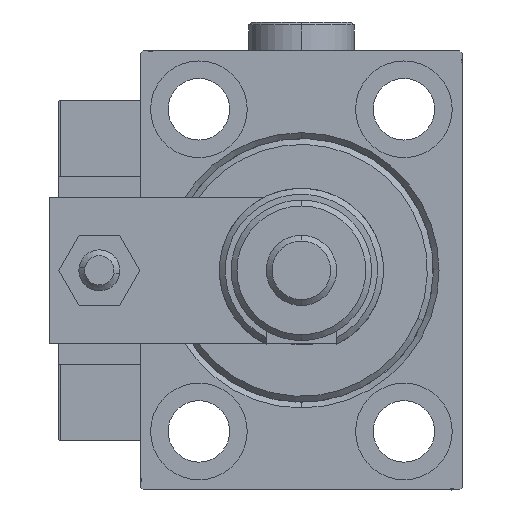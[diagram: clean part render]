
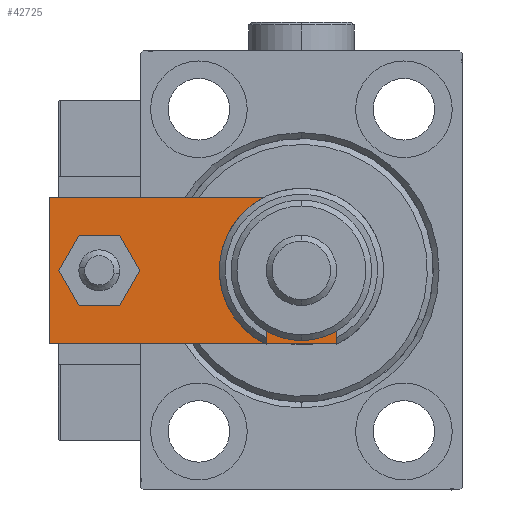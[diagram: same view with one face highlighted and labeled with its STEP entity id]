
A CAD part, left-side view. The second image highlights one B-rep face of the part: STEP entity #42725.
In plain terms, the highlighted face is planar.
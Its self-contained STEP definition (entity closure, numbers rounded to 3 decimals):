
#363 = ORIENTED_EDGE ( 'NONE', *, *, #43325, .F. ) ;
#379 = CARTESIAN_POINT ( 'NONE',  ( -6.84, 0., 6. ) ) ;
#545 = AXIS2_PLACEMENT_3D ( 'NONE', #35366, #18871, #26532 ) ;
#588 = EDGE_CURVE ( 'NONE', #2264, #17306, #39989, .T. ) ;
#1151 = EDGE_CURVE ( 'NONE', #40950, #2264, #28627, .T. ) ;
#2264 = VERTEX_POINT ( 'NONE', #44275 ) ;
#2282 = CIRCLE ( 'NONE', #545, 4. ) ;
#2353 = CARTESIAN_POINT ( 'NONE',  ( 3.42, -3.42, 6. ) ) ;
#2671 = VERTEX_POINT ( 'NONE', #28504 ) ;
#3779 = DIRECTION ( 'NONE',  ( 0., 0., 1. ) ) ;
#6308 = EDGE_CURVE ( 'NONE', #8055, #48298, #2282, .T. ) ;
#6515 = DIRECTION ( 'NONE',  ( 0., 0., 1. ) ) ;
#6581 = VERTEX_POINT ( 'NONE', #38599 ) ;
#6693 = DIRECTION ( 'NONE',  ( 0., -1., 0. ) ) ;
#6968 = LINE ( 'NONE', #53954, #36538 ) ;
#7308 = CARTESIAN_POINT ( 'NONE',  ( 0., 12., 6. ) ) ;
#8055 = VERTEX_POINT ( 'NONE', #42212 ) ;
#8593 = DIRECTION ( 'NONE',  ( 0., 0., 1. ) ) ;
#9519 = DIRECTION ( 'NONE',  ( -1., 0., 0. ) ) ;
#10399 = VERTEX_POINT ( 'NONE', #35604 ) ;
#11479 = FACE_OUTER_BOUND ( 'NONE', #34610, .T. ) ;
#12012 = DIRECTION ( 'NONE',  ( 1., 0., 0. ) ) ;
#12146 = LINE ( 'NONE', #42365, #41318 ) ;
#12160 = CIRCLE ( 'NONE', #46382, 4. ) ;
#13065 = AXIS2_PLACEMENT_3D ( 'NONE', #7308, #20193, #48797 ) ;
#13227 = DIRECTION ( 'NONE',  ( 0., 1., 0. ) ) ;
#15252 = VERTEX_POINT ( 'NONE', #48106 ) ;
#15323 = VECTOR ( 'NONE', #9519, 1000. ) ;
#16281 = CARTESIAN_POINT ( 'NONE',  ( -3.42, -3.42, 6. ) ) ;
#16821 = CARTESIAN_POINT ( 'NONE',  ( 0., 12., 6. ) ) ;
#17306 = VERTEX_POINT ( 'NONE', #52599 ) ;
#17506 = EDGE_CURVE ( 'NONE', #15252, #40950, #44890, .T. ) ;
#17864 = VECTOR ( 'NONE', #53944, 1000. ) ;
#18177 = ORIENTED_EDGE ( 'NONE', *, *, #44784, .F. ) ;
#18868 = DIRECTION ( 'NONE',  ( 1., 0., 0. ) ) ;
#18871 = DIRECTION ( 'NONE',  ( 0., 0., 1. ) ) ;
#19101 = DIRECTION ( 'NONE',  ( 0.707, 0.707, 0. ) ) ;
#19187 = CIRCLE ( 'NONE', #13065, 8.25 ) ;
#19744 = ORIENTED_EDGE ( 'NONE', *, *, #588, .T. ) ;
#20193 = DIRECTION ( 'NONE',  ( 0., 0., 1. ) ) ;
#21463 = DIRECTION ( 'NONE',  ( 1., 0., 0. ) ) ;
#23824 = FACE_BOUND ( 'NONE', #51058, .T. ) ;
#24328 = ORIENTED_EDGE ( 'NONE', *, *, #31034, .T. ) ;
#24361 = PLANE ( 'NONE',  #53424 ) ;
#26532 = DIRECTION ( 'NONE',  ( 1., 0., 0. ) ) ;
#27054 = ORIENTED_EDGE ( 'NONE', *, *, #46785, .F. ) ;
#27873 = CIRCLE ( 'NONE', #30615, 8.25 ) ;
#28504 = CARTESIAN_POINT ( 'NONE',  ( 12.5, 55., 6. ) ) ;
#28627 = LINE ( 'NONE', #37171, #17864 ) ;
#30615 = AXIS2_PLACEMENT_3D ( 'NONE', #16821, #8593, #21463 ) ;
#31034 = EDGE_CURVE ( 'NONE', #46384, #15252, #6968, .T. ) ;
#33261 = ORIENTED_EDGE ( 'NONE', *, *, #17506, .T. ) ;
#33981 = LINE ( 'NONE', #38902, #15323 ) ;
#34382 = EDGE_CURVE ( 'NONE', #2671, #46384, #33981, .T. ) ;
#34610 = EDGE_LOOP ( 'NONE', ( #24328, #33261, #40305, #19744, #48416, #43679 ) ) ;
#35366 = CARTESIAN_POINT ( 'NONE',  ( 0., 46.5, 6. ) ) ;
#35604 = CARTESIAN_POINT ( 'NONE',  ( -8.25, 12., 6. ) ) ;
#36538 = VECTOR ( 'NONE', #6693, 1000. ) ;
#37008 = VECTOR ( 'NONE', #53408, 1000. ) ;
#37171 = CARTESIAN_POINT ( 'NONE',  ( -12.5, 0., 6. ) ) ;
#38599 = CARTESIAN_POINT ( 'NONE',  ( 8.25, 12., 6. ) ) ;
#38902 = CARTESIAN_POINT ( 'NONE',  ( 12.5, 55., 6. ) ) ;
#39989 = LINE ( 'NONE', #2353, #48737 ) ;
#40305 = ORIENTED_EDGE ( 'NONE', *, *, #1151, .T. ) ;
#40608 = CARTESIAN_POINT ( 'NONE',  ( 0., 0., 6. ) ) ;
#40950 = VERTEX_POINT ( 'NONE', #379 ) ;
#41318 = VECTOR ( 'NONE', #13227, 1000. ) ;
#42212 = CARTESIAN_POINT ( 'NONE',  ( 4., 46.5, 6. ) ) ;
#42365 = CARTESIAN_POINT ( 'NONE',  ( 12.5, 0., 6. ) ) ;
#42725 = ADVANCED_FACE ( 'NONE', ( #23824, #11479, #53543 ), #24361, .T. ) ;
#43187 = EDGE_LOOP ( 'NONE', ( #363, #18177 ) ) ;
#43325 = EDGE_CURVE ( 'NONE', #10399, #6581, #19187, .T. ) ;
#43679 = ORIENTED_EDGE ( 'NONE', *, *, #34382, .T. ) ;
#44275 = CARTESIAN_POINT ( 'NONE',  ( 6.84, 0., 6. ) ) ;
#44784 = EDGE_CURVE ( 'NONE', #6581, #10399, #27873, .T. ) ;
#44890 = LINE ( 'NONE', #16281, #37008 ) ;
#45464 = CARTESIAN_POINT ( 'NONE',  ( -4., 46.5, 6. ) ) ;
#46382 = AXIS2_PLACEMENT_3D ( 'NONE', #52420, #6515, #18868 ) ;
#46384 = VERTEX_POINT ( 'NONE', #53293 ) ;
#46785 = EDGE_CURVE ( 'NONE', #48298, #8055, #12160, .T. ) ;
#48106 = CARTESIAN_POINT ( 'NONE',  ( -12.5, 5.66, 6. ) ) ;
#48298 = VERTEX_POINT ( 'NONE', #45464 ) ;
#48416 = ORIENTED_EDGE ( 'NONE', *, *, #50961, .T. ) ;
#48737 = VECTOR ( 'NONE', #19101, 1000. ) ;
#48797 = DIRECTION ( 'NONE',  ( 1., 0., 0. ) ) ;
#50961 = EDGE_CURVE ( 'NONE', #17306, #2671, #12146, .T. ) ;
#51058 = EDGE_LOOP ( 'NONE', ( #27054, #53965 ) ) ;
#52420 = CARTESIAN_POINT ( 'NONE',  ( 0., 46.5, 6. ) ) ;
#52599 = CARTESIAN_POINT ( 'NONE',  ( 12.5, 5.66, 6. ) ) ;
#53293 = CARTESIAN_POINT ( 'NONE',  ( -12.5, 55., 6. ) ) ;
#53408 = DIRECTION ( 'NONE',  ( 0.707, -0.707, 0. ) ) ;
#53424 = AXIS2_PLACEMENT_3D ( 'NONE', #40608, #3779, #12012 ) ;
#53543 = FACE_BOUND ( 'NONE', #43187, .T. ) ;
#53944 = DIRECTION ( 'NONE',  ( 1., 0., 0. ) ) ;
#53954 = CARTESIAN_POINT ( 'NONE',  ( -12.5, 55., 6. ) ) ;
#53965 = ORIENTED_EDGE ( 'NONE', *, *, #6308, .F. ) ;
